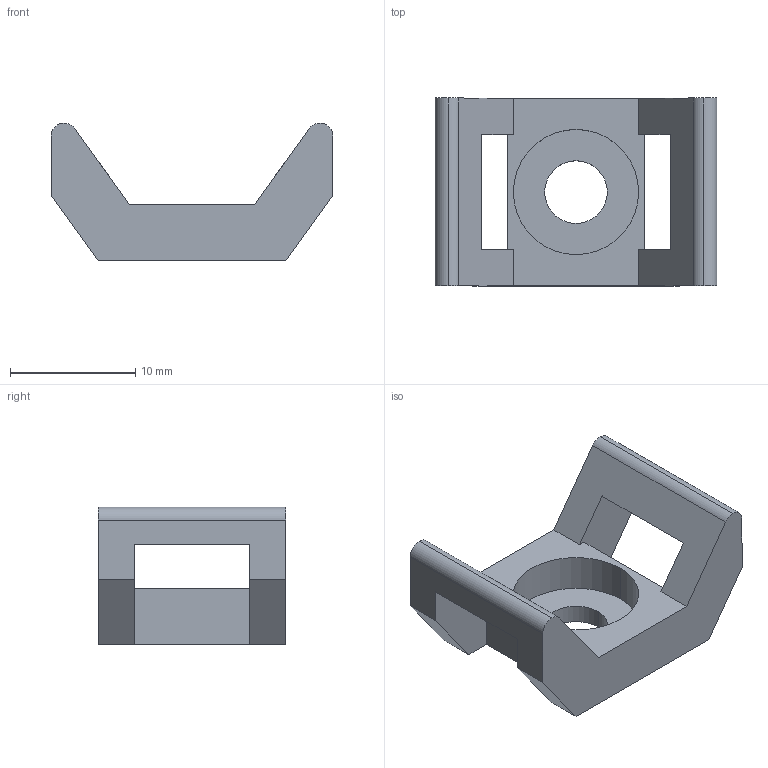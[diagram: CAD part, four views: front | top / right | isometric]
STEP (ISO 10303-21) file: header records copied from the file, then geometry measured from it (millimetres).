
FILE_DESCRIPTION (( 'STEP AP203' ), '1' );
FILE_NAME ('285400000_c_1.STEP', '2023-03-17T04:37:13', ( '' ), ( '' ), 'SwSTEP 2.0', 'SolidWorks 2014', '' );
FILE_SCHEMA (( 'CONFIG_CONTROL_DESIGN' ));
Length unit declared in the file: millimetre
Products named in the file (1): 285400000_c_1
Bounding box: 22.5 x 15 x 11 mm (x, y, z)
Volume: 1096.9 mm3; surface area: 1364.6 mm2
Topology: 1 solids, 1 shells, 29 faces, 90 edges, 60 vertices
Faces by surface type: plane 21, cylinder 8
Entity records: 1089 total; most frequent: CARTESIAN_POINT 180, ORIENTED_EDGE 180, DIRECTION 166, EDGE_CURVE 90, LINE 74, VECTOR 74, VERTEX_POINT 60, AXIS2_PLACEMENT_3D 46
